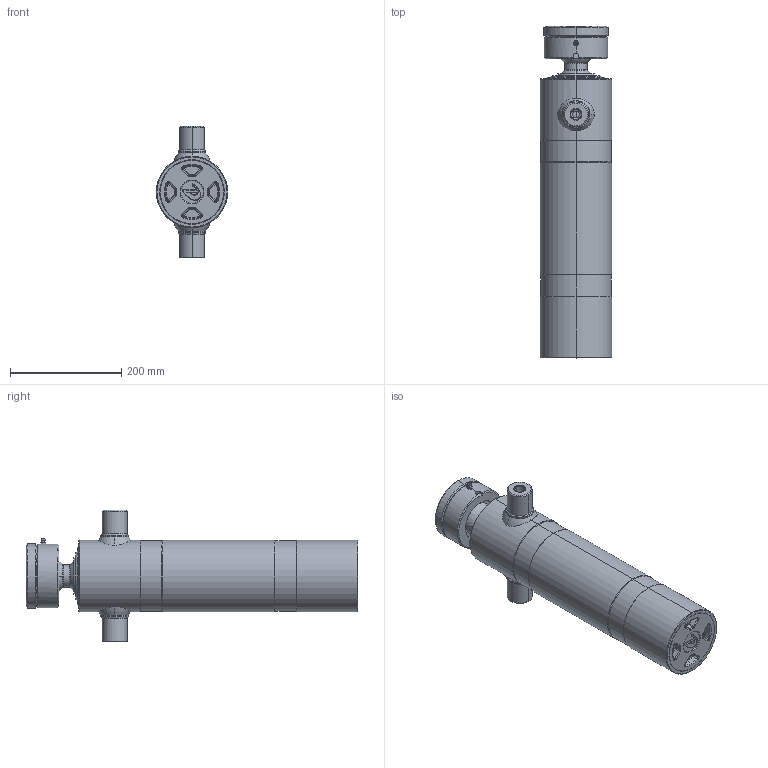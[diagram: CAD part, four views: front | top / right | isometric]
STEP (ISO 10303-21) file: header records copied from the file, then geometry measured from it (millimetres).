
FILE_DESCRIPTION (( 'STEP AP203' ), '1' );
FILE_NAME ('311.HR.STEP', '2013-11-25T14:54:40', ( '' ), ( '' ), 'SwSTEP 2.0', 'SolidWorks 2013', '' );
FILE_SCHEMA (( 'CONFIG_CONTROL_DESIGN' ));
Length unit declared in the file: millimetre
Products named in the file (23): TOURILLONS_TOUR45; BASE ROTULE FEMELLE Ø66; JOINT RACLEUR_JRT68; Pièce5^TE311H; RONDELLE ROTULE FEMELLE Ø66; JOINT RACLEUR_JRT88; TE311H; GRAISSEUR; JOINT RACLEUR_JRT107; FONDS FORGES USINES_F107; 311.HR; JOINT TIGE_JTT88; TU_88_TU88311; JOINT TIGE_JTT68; TIGE_68_ROTULE_TI68311R; JONCS INTERIEURS_JC96; TU_107_TU107311; JONCS INTERIEURS_JC77; JOP_F107; TOURILLONS_TOUR4512; ECROU ROTULE FEMELLE Ø66; JOINT TIGE_JTT107
Assembly tree (23 placements, depth 3):
  311.HR
    TE311H
      TE311H
      TOURILLONS_TOUR4512
      TOURILLONS_TOUR45
      Pièce5^TE311H  x2
    FONDS FORGES USINES_F107
    TU_88_TU88311
    TIGE_68_ROTULE_TI68311R
    TU_107_TU107311
    JOP_F107
    JOINT TIGE_JTT107
    JOINT RACLEUR_JRT68
    JOINT RACLEUR_JRT88
    JOINT RACLEUR_JRT107
    JOINT TIGE_JTT88
    JOINT TIGE_JTT68
    JONCS INTERIEURS_JC96
    JONCS INTERIEURS_JC77
    ECROU ROTULE FEMELLE Ø66
    BASE ROTULE FEMELLE Ø66
    RONDELLE ROTULE FEMELLE Ø66
    GRAISSEUR
Bounding box: 128 x 596 x 237 mm (x, y, z)
Volume: 6376662.1 mm3; surface area: 1281347.3 mm2
Topology: 22 solids, 22 shells, 724 faces, 1591 edges, 916 vertices
Faces by surface type: cylinder 258, cone 178, torus 126, plane 108, bspline 40, sphere 14
Entity records: 24483 total; most frequent: CARTESIAN_POINT 6104, DIRECTION 3712, ORIENTED_EDGE 3104, AXIS2_PLACEMENT_3D 1596, EDGE_CURVE 1552, VERTEX_POINT 904, CIRCLE 890, EDGE_LOOP 782
